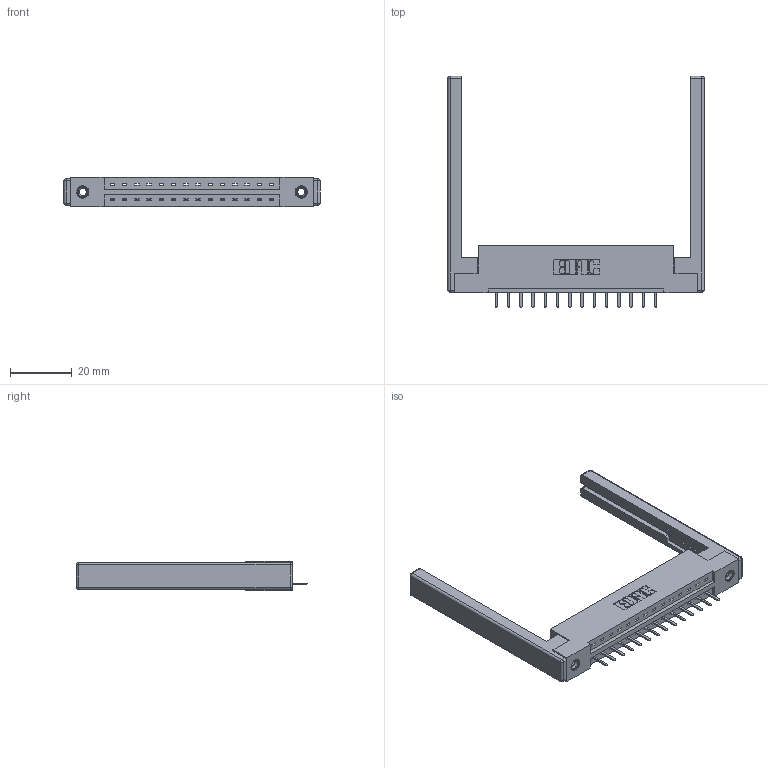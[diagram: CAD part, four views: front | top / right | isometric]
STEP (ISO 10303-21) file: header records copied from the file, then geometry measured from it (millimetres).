
FILE_DESCRIPTION (( 'STEP AP203' ), '1' );
FILE_NAME ('387-014-520-168.STEP', '2019-10-02T15:00:17', ( '' ), ( '' ), 'SwSTEP 2.0', 'SolidWorks 2016', '' );
FILE_SCHEMA (( 'CONFIG_CONTROL_DESIGN' ));
Length unit declared in the file: inch
Products named in the file (5): 345-292-001_345-293-120; 345-250-001_345-250-001-102; 307-220-068; 337 Part_Flush Mounting Lugs - 0.156 Dia-TI; 387-014-520-168
Assembly tree (19 placements, depth 2):
  387-014-520-168
    337 Part_Flush Mounting Lugs - 0.156 Dia-TI
    345-292-001_345-293-120  x14
    345-250-001_345-250-001-102  x2
    307-220-068  x2
Bounding box: 82.91 x 74.76 x 9.4 mm (x, y, z)
Volume: 12617.2 mm3; surface area: 12292.7 mm2
Topology: 19 solids, 19 shells, 1192 faces, 3445 edges, 2238 vertices
Faces by surface type: plane 830, cylinder 338, cone 12, sphere 8, torus 4
Entity records: 16902 total; most frequent: CARTESIAN_POINT 2909, ORIENTED_EDGE 2836, DIRECTION 2568, EDGE_CURVE 1418, VECTOR 1236, LINE 1236, VERTEX_POINT 934, AXIS2_PLACEMENT_3D 666
